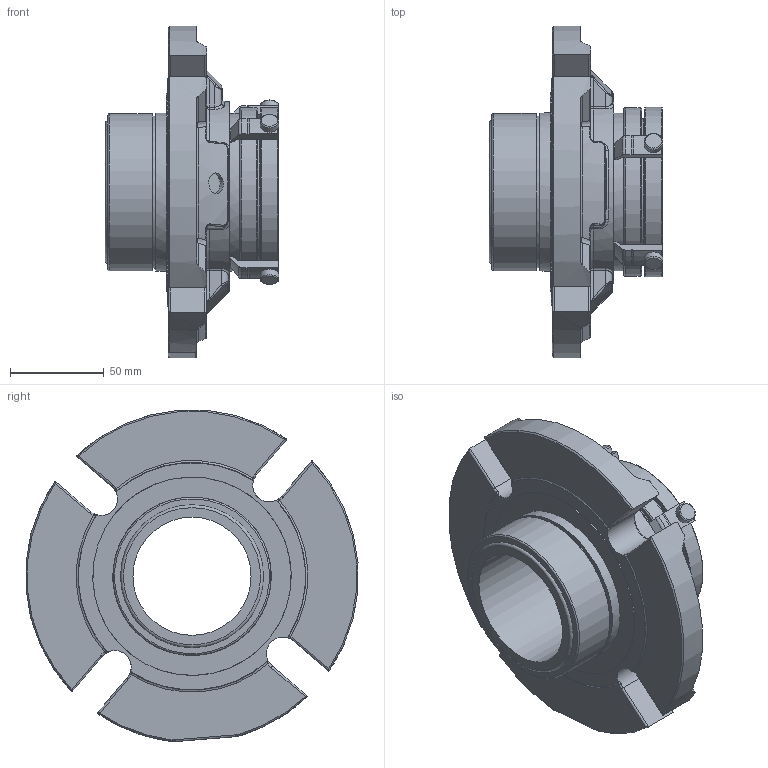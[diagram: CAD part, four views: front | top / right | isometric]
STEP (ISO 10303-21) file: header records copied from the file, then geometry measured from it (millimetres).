
FILE_DESCRIPTION(/* description */ ('Unknown'),/* implementation_level */ '2;1');
FILE_NAME(/* name */ '63mm',/* time_stamp */ '2023-02-06T15:01:15+00:00',/* author */ ('Unknown'),/* organization */ ('Unknown'),/* preprocessor_version */ 'ST-DEVELOPER v16.7',/* originating_system */ 'Solid Edge',/* authorisation */ 'Unknown');
FILE_SCHEMA (('TECHNICAL_DATA_PACKAGING','AUTOMOTIVE_DESIGN {1 0 10303 214 3 1 1}'));
Length unit declared in the file: millimetre
Products named in the file (1): 63mm
Bounding box: 92.63 x 176.97 x 176.71 mm (x, y, z)
Volume: 598308.6 mm3; surface area: 105639.5 mm2
Topology: 1 solids, 1 shells, 573 faces, 1460 edges, 923 vertices
Faces by surface type: plane 201, cylinder 155, bspline 89, torus 85, cone 27, sphere 16
Full cylindrical faces by diameter (mm): 3.761 x1, 10 x4, 10.998 x2, 62.992 x1, 66.65 x1, 69.596 x1, 76.175 x1, 78.181 x1, 81.102 x1, 84.023 x1, 84.125 x1, 84.455 x1, 90.322 x1, 105.766 x1
Entity records: 20075 total; most frequent: CARTESIAN_POINT 7252, ORIENTED_EDGE 2812, DIRECTION 2407, EDGE_CURVE 1406, AXIS2_PLACEMENT_3D 950, VERTEX_POINT 905, EDGE_LOOP 653, FACE_BOUND 653
